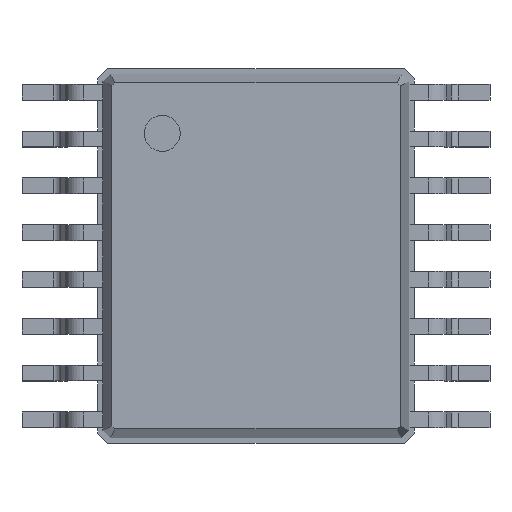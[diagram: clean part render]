
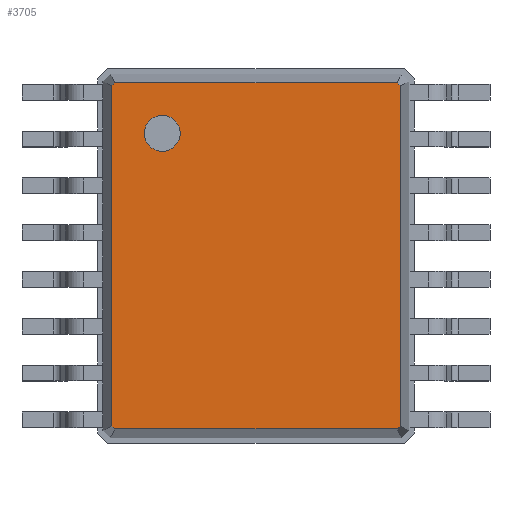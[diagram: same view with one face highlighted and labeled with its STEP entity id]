
A CAD part, top view. The second image highlights one B-rep face of the part: STEP entity #3705.
In plain terms, the highlighted planar face has unit normal (0, 0, 1).
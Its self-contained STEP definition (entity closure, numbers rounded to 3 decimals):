
#27=VECTOR('',#28,1.);
#28=DIRECTION('',(1.,0.,0.));
#51=VECTOR('',#52,1.);
#52=DIRECTION('',(0.707,-0.707,0.));
#58=VECTOR('',#59,1.);
#59=DIRECTION('',(0.,-1.,0.));
#65=VECTOR('',#66,1.);
#66=DIRECTION('',(-0.707,-0.707,0.));
#72=VECTOR('',#73,1.);
#73=DIRECTION('',(-1.,0.,0.));
#79=VECTOR('',#80,1.);
#80=DIRECTION('',(-0.707,0.707,0.));
#86=VECTOR('',#87,1.);
#87=DIRECTION('',(0.,1.,0.));
#91=VECTOR('',#92,1.);
#92=DIRECTION('',(0.707,0.707,0.));
#1134=DIRECTION('',(0.,0.,-1.));
#1201=VERTEX_POINT('',#1202);
#1202=CARTESIAN_POINT('',(-2.003,2.361,1.4));
#1205=EDGE_CURVE('',#1206,#1201,#1208,.T.);
#1206=VERTEX_POINT('',#1207);
#1207=CARTESIAN_POINT('',(-2.003,-2.361,1.4));
#1208=LINE('',#1207,#86);
#1219=VERTEX_POINT('',#1220);
#1220=CARTESIAN_POINT('',(-1.961,2.403,1.4));
#1223=EDGE_CURVE('',#1201,#1219,#1224,.T.);
#1224=LINE('',#1202,#91);
#1233=VERTEX_POINT('',#1234);
#1234=CARTESIAN_POINT('',(1.961,2.403,1.4));
#1237=EDGE_CURVE('',#1219,#1233,#1238,.T.);
#1238=LINE('',#1220,#27);
#1247=VERTEX_POINT('',#1248);
#1248=CARTESIAN_POINT('',(2.003,2.361,1.4));
#1251=EDGE_CURVE('',#1233,#1247,#1252,.T.);
#1252=LINE('',#1234,#51);
#1325=VERTEX_POINT('',#1326);
#1326=CARTESIAN_POINT('',(2.003,-2.361,1.4));
#1329=EDGE_CURVE('',#1247,#1325,#1330,.T.);
#1330=LINE('',#1248,#58);
#3705=ADVANCED_FACE('',(#3706,#3726),#3736,.F.);
#3706=FACE_BOUND('',#3707,.F.);
#3707=EDGE_LOOP('',(#3708,#3709,#3710,#3711,#3716,#3721,#3724,#3725));
#3708=ORIENTED_EDGE('',*,*,#1237,.T.);
#3709=ORIENTED_EDGE('',*,*,#1251,.T.);
#3710=ORIENTED_EDGE('',*,*,#1329,.T.);
#3711=ORIENTED_EDGE('',*,*,#3712,.T.);
#3712=EDGE_CURVE('',#1325,#3713,#3715,.T.);
#3713=VERTEX_POINT('',#3714);
#3714=CARTESIAN_POINT('',(1.961,-2.403,1.4));
#3715=LINE('',#1326,#65);
#3716=ORIENTED_EDGE('',*,*,#3717,.T.);
#3717=EDGE_CURVE('',#3713,#3718,#3720,.T.);
#3718=VERTEX_POINT('',#3719);
#3719=CARTESIAN_POINT('',(-1.961,-2.403,1.4));
#3720=LINE('',#3714,#72);
#3721=ORIENTED_EDGE('',*,*,#3722,.T.);
#3722=EDGE_CURVE('',#3718,#1206,#3723,.T.);
#3723=LINE('',#3719,#79);
#3724=ORIENTED_EDGE('',*,*,#1205,.T.);
#3725=ORIENTED_EDGE('',*,*,#1223,.T.);
#3726=FACE_BOUND('',#3727,.F.);
#3727=EDGE_LOOP('',(#3728));
#3728=ORIENTED_EDGE('',*,*,#3729,.F.);
#3729=EDGE_CURVE('',#3730,#3730,#3732,.T.);
#3730=VERTEX_POINT('',#3731);
#3731=CARTESIAN_POINT('',(-1.303,1.453,1.4));
#3732=CIRCLE('',#3733,0.25);
#3733=AXIS2_PLACEMENT_3D('',#3734,#3735,#59);
#3734=CARTESIAN_POINT('',(-1.303,1.703,1.4));
#3735=DIRECTION('',(0.,-0.,-1.));
#3736=PLANE('',#3737);
#3737=AXIS2_PLACEMENT_3D('',#1220,#1134,#3738);
#3738=DIRECTION('',(0.632,-0.775,0.));
